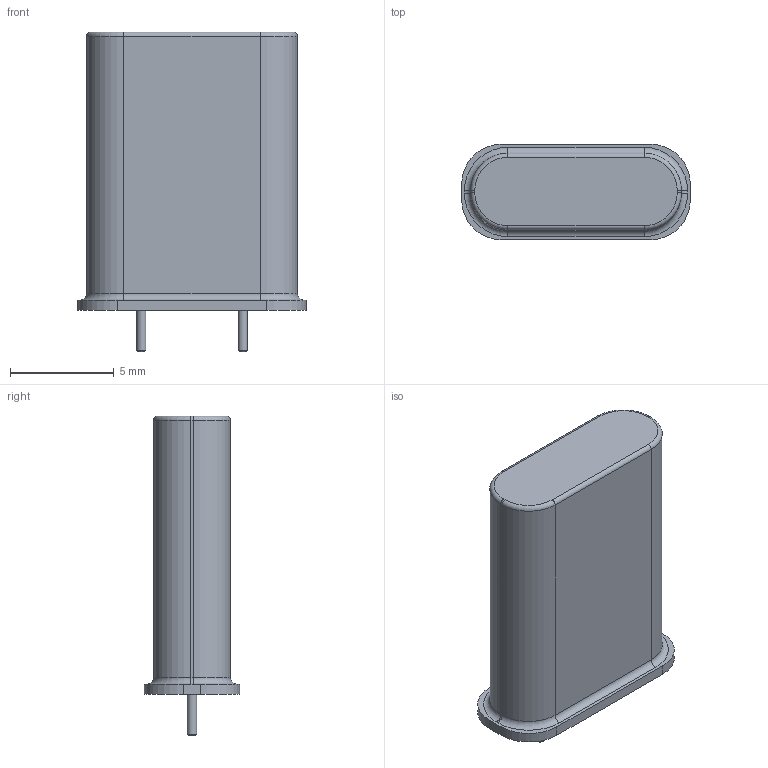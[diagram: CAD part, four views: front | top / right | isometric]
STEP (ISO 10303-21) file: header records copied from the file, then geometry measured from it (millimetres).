
FILE_DESCRIPTION(/* description */ ('Alibre Inc.'),/* implementation_level */ '2;1');
FILE_NAME(/* name */ 'export0',/* time_stamp */ '2014-08-14T11:15:18+03:00',/* author */ (''),/* organization */ (''),/* preprocessor_version */ 'ST-DEVELOPER v14',/* originating_system */ 'Alibre',/* authorisation */ '');
FILE_SCHEMA (('AUTOMOTIVE_DESIGN'));
Length unit declared in the file: centimetre
Bounding box: 11 x 4.6 x 15.4 mm (x, y, z)
Volume: 473.2 mm3; surface area: 426.7 mm2
Topology: 1 solids, 1 shells, 41 faces, 90 edges, 54 vertices
Faces by surface type: cylinder 18, plane 13, torus 8, cone 2
Full cylindrical faces by diameter (mm): 0.45 x2
Entity records: 1148 total; most frequent: DIRECTION 193, CARTESIAN_POINT 181, ORIENTED_EDGE 172, AXIS2_PLACEMENT_3D 87, EDGE_CURVE 86, VERTEX_POINT 54, EDGE_LOOP 48, FACE_BOUND 48
